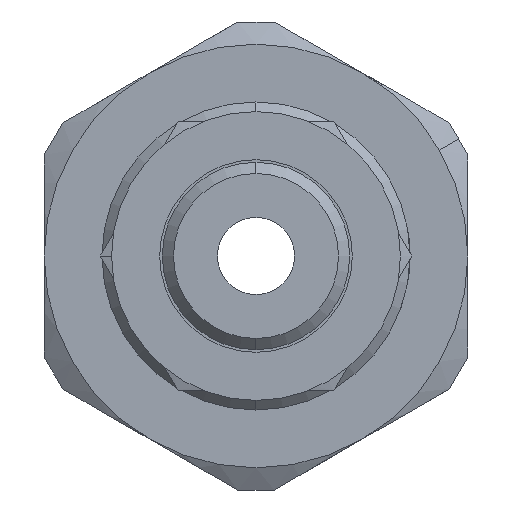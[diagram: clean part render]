
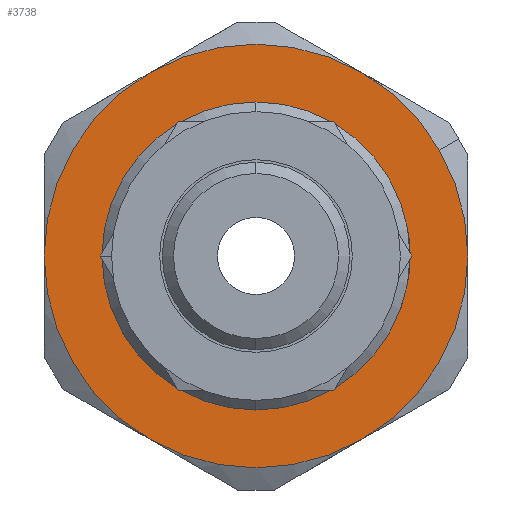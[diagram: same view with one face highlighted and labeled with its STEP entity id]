
A CAD part, front view. The second image highlights one B-rep face of the part: STEP entity #3738.
In plain terms, the highlighted planar face has unit normal (0, -1, 0).
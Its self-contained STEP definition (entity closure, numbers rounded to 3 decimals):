
#4 = AXIS2_PLACEMENT_3D ( 'NONE', #265, #5371, #3467 ) ;
#6 = VERTEX_POINT ( 'NONE', #4318 ) ;
#10 = AXIS2_PLACEMENT_3D ( 'NONE', #1490, #967, #4645 ) ;
#58 = ORIENTED_EDGE ( 'NONE', *, *, #1822, .T. ) ;
#184 = EDGE_CURVE ( 'NONE', #6, #3114, #5306, .T. ) ;
#206 = AXIS2_PLACEMENT_3D ( 'NONE', #3853, #5331, #5695 ) ;
#265 = CARTESIAN_POINT ( 'NONE',  ( 0., 59., 0. ) ) ;
#436 = VERTEX_POINT ( 'NONE', #5827 ) ;
#486 = DIRECTION ( 'NONE',  ( 0., -1., 0. ) ) ;
#539 = CARTESIAN_POINT ( 'NONE',  ( 0., 59., 0. ) ) ;
#564 = CARTESIAN_POINT ( 'NONE',  ( 11., 59., 0. ) ) ;
#595 = DIRECTION ( 'NONE',  ( 0., 1., 0. ) ) ;
#690 = AXIS2_PLACEMENT_3D ( 'NONE', #2888, #595, #2367 ) ;
#749 = DIRECTION ( 'NONE',  ( 0., -1., 0. ) ) ;
#837 = DIRECTION ( 'NONE',  ( 0.866, 0., 0.5 ) ) ;
#873 = CARTESIAN_POINT ( 'NONE',  ( 0., 59., 8. ) ) ;
#967 = DIRECTION ( 'NONE',  ( 0., -1., 0. ) ) ;
#979 = CIRCLE ( 'NONE', #5345, 11. ) ;
#1054 = AXIS2_PLACEMENT_3D ( 'NONE', #1483, #5184, #2918 ) ;
#1055 = DIRECTION ( 'NONE',  ( 0.866, 0., 0.5 ) ) ;
#1060 = ORIENTED_EDGE ( 'NONE', *, *, #4257, .T. ) ;
#1352 = EDGE_LOOP ( 'NONE', ( #4061, #58 ) ) ;
#1457 = AXIS2_PLACEMENT_3D ( 'NONE', #2868, #5214, #1055 ) ;
#1477 = CIRCLE ( 'NONE', #5457, 11. ) ;
#1483 = CARTESIAN_POINT ( 'NONE',  ( 0., 59., 0. ) ) ;
#1490 = CARTESIAN_POINT ( 'NONE',  ( 11., 59., 6.351 ) ) ;
#1638 = CARTESIAN_POINT ( 'NONE',  ( 0., 59., -8. ) ) ;
#1697 = VERTEX_POINT ( 'NONE', #3588 ) ;
#1724 = DIRECTION ( 'NONE',  ( 0., -1., 0. ) ) ;
#1740 = CARTESIAN_POINT ( 'NONE',  ( 5.5, 59., 9.526 ) ) ;
#1822 = EDGE_CURVE ( 'NONE', #3318, #4202, #3682, .T. ) ;
#1950 = PLANE ( 'NONE',  #10 ) ;
#2188 = CARTESIAN_POINT ( 'NONE',  ( 0., 59., 0. ) ) ;
#2367 = DIRECTION ( 'NONE',  ( 0., 0., -1. ) ) ;
#2433 = DIRECTION ( 'NONE',  ( 0.866, 0., 0.5 ) ) ;
#2467 = FACE_OUTER_BOUND ( 'NONE', #3207, .T. ) ;
#2538 = ORIENTED_EDGE ( 'NONE', *, *, #5513, .T. ) ;
#2584 = EDGE_CURVE ( 'NONE', #1697, #3237, #5820, .T. ) ;
#2606 = AXIS2_PLACEMENT_3D ( 'NONE', #539, #486, #2433 ) ;
#2735 = DIRECTION ( 'NONE',  ( 0.866, 0., 0.5 ) ) ;
#2841 = CIRCLE ( 'NONE', #206, 11. ) ;
#2868 = CARTESIAN_POINT ( 'NONE',  ( 0., 59., 0. ) ) ;
#2888 = CARTESIAN_POINT ( 'NONE',  ( 0., 59., 0. ) ) ;
#2918 = DIRECTION ( 'NONE',  ( 0., 0., -1. ) ) ;
#2952 = CIRCLE ( 'NONE', #5739, 11. ) ;
#2959 = EDGE_CURVE ( 'NONE', #4202, #3318, #3309, .T. ) ;
#3007 = VERTEX_POINT ( 'NONE', #564 ) ;
#3114 = VERTEX_POINT ( 'NONE', #1740 ) ;
#3152 = DIRECTION ( 'NONE',  ( 0., -1., 0. ) ) ;
#3160 = CARTESIAN_POINT ( 'NONE',  ( -5.5, 59., 9.526 ) ) ;
#3207 = EDGE_LOOP ( 'NONE', ( #5925, #3242, #4528, #5647, #4713, #1060, #2538 ) ) ;
#3237 = VERTEX_POINT ( 'NONE', #4491 ) ;
#3242 = ORIENTED_EDGE ( 'NONE', *, *, #184, .T. ) ;
#3309 = CIRCLE ( 'NONE', #690, 8. ) ;
#3318 = VERTEX_POINT ( 'NONE', #873 ) ;
#3467 = DIRECTION ( 'NONE',  ( 0.866, 0., 0.5 ) ) ;
#3588 = CARTESIAN_POINT ( 'NONE',  ( -11., 59., 0. ) ) ;
#3638 = CARTESIAN_POINT ( 'NONE',  ( 0., 59., 0. ) ) ;
#3682 = CIRCLE ( 'NONE', #1054, 8. ) ;
#3738 = ADVANCED_FACE ( 'NONE', ( #2467, #4250 ), #1950, .T. ) ;
#3784 = EDGE_CURVE ( 'NONE', #4382, #1697, #5829, .T. ) ;
#3853 = CARTESIAN_POINT ( 'NONE',  ( 0., 59., 0. ) ) ;
#4061 = ORIENTED_EDGE ( 'NONE', *, *, #2959, .T. ) ;
#4202 = VERTEX_POINT ( 'NONE', #1638 ) ;
#4250 = FACE_BOUND ( 'NONE', #1352, .T. ) ;
#4257 = EDGE_CURVE ( 'NONE', #3237, #436, #2841, .T. ) ;
#4318 = CARTESIAN_POINT ( 'NONE',  ( 9.526, 59., 5.5 ) ) ;
#4382 = VERTEX_POINT ( 'NONE', #3160 ) ;
#4491 = CARTESIAN_POINT ( 'NONE',  ( -5.5, 59., -9.526 ) ) ;
#4513 = DIRECTION ( 'NONE',  ( 0.866, 0., 0.5 ) ) ;
#4528 = ORIENTED_EDGE ( 'NONE', *, *, #5201, .T. ) ;
#4645 = DIRECTION ( 'NONE',  ( -1., 0., 0. ) ) ;
#4713 = ORIENTED_EDGE ( 'NONE', *, *, #2584, .T. ) ;
#4721 = EDGE_CURVE ( 'NONE', #3007, #6, #1477, .T. ) ;
#4997 = CARTESIAN_POINT ( 'NONE',  ( 0., 59., 0. ) ) ;
#5184 = DIRECTION ( 'NONE',  ( 0., 1., 0. ) ) ;
#5201 = EDGE_CURVE ( 'NONE', #3114, #4382, #2952, .T. ) ;
#5214 = DIRECTION ( 'NONE',  ( 0., -1., 0. ) ) ;
#5306 = CIRCLE ( 'NONE', #2606, 11. ) ;
#5331 = DIRECTION ( 'NONE',  ( 0., -1., 0. ) ) ;
#5345 = AXIS2_PLACEMENT_3D ( 'NONE', #3638, #3152, #4513 ) ;
#5371 = DIRECTION ( 'NONE',  ( 0., -1., 0. ) ) ;
#5457 = AXIS2_PLACEMENT_3D ( 'NONE', #4997, #1724, #837 ) ;
#5513 = EDGE_CURVE ( 'NONE', #436, #3007, #979, .T. ) ;
#5647 = ORIENTED_EDGE ( 'NONE', *, *, #3784, .T. ) ;
#5695 = DIRECTION ( 'NONE',  ( 0.866, 0., 0.5 ) ) ;
#5739 = AXIS2_PLACEMENT_3D ( 'NONE', #2188, #749, #2735 ) ;
#5820 = CIRCLE ( 'NONE', #1457, 11. ) ;
#5827 = CARTESIAN_POINT ( 'NONE',  ( 5.5, 59., -9.526 ) ) ;
#5829 = CIRCLE ( 'NONE', #4, 11. ) ;
#5925 = ORIENTED_EDGE ( 'NONE', *, *, #4721, .T. ) ;
